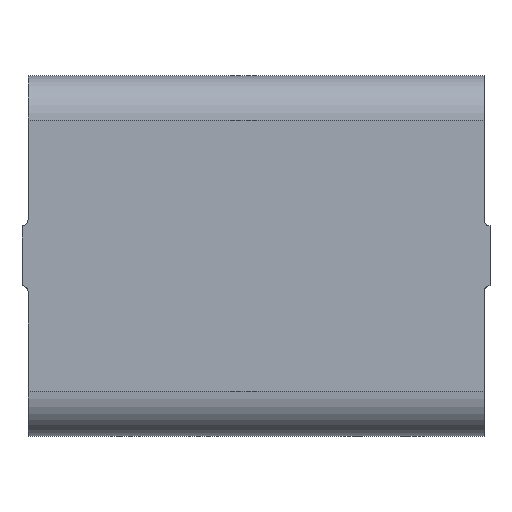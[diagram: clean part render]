
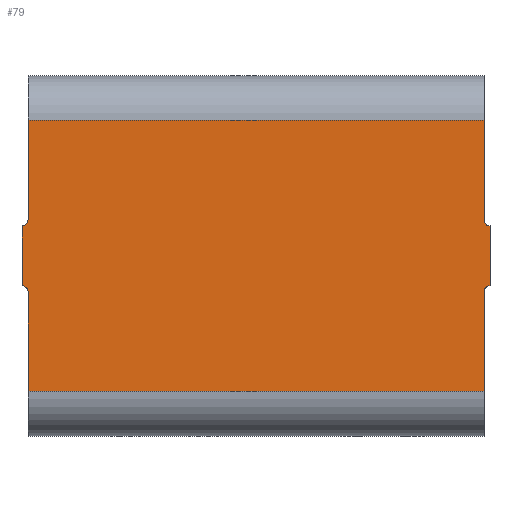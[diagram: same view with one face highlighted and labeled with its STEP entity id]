
A CAD part, top view. The second image highlights one B-rep face of the part: STEP entity #79.
In plain terms, the highlighted planar face has unit normal (0, 0, 1).
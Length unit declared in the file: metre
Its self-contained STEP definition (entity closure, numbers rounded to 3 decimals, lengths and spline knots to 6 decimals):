
#79=ADVANCED_FACE('0:33',(#199),#200,.T.);
#199=FACE_OUTER_BOUND('',#357,.T.);
#200=PLANE('',#358);
#357=EDGE_LOOP('',(#533,#534,#535,#536,#537,#538,#539,#540,#541,#542,#543,#544));
#358=AXIS2_PLACEMENT_3D('',#545,#546,#547);
#533=ORIENTED_EDGE('',*,*,#1015,.T.);
#534=ORIENTED_EDGE('',*,*,#1016,.T.);
#535=ORIENTED_EDGE('',*,*,#1012,.T.);
#536=ORIENTED_EDGE('',*,*,#1017,.T.);
#537=ORIENTED_EDGE('',*,*,#1018,.F.);
#538=ORIENTED_EDGE('',*,*,#1019,.T.);
#539=ORIENTED_EDGE('',*,*,#1020,.F.);
#540=ORIENTED_EDGE('',*,*,#1021,.T.);
#541=ORIENTED_EDGE('',*,*,#1022,.F.);
#542=ORIENTED_EDGE('',*,*,#1023,.T.);
#543=ORIENTED_EDGE('',*,*,#1024,.T.);
#544=ORIENTED_EDGE('',*,*,#1025,.T.);
#545=CARTESIAN_POINT('',(0.0,0.0012,0.0));
#546=DIRECTION('',(0.0,0.0,1.0));
#547=DIRECTION('',(1.0,0.0,0.0));
#1012=EDGE_CURVE('0:234',#1226,#1224,#1227,.T.);
#1015=EDGE_CURVE('0:240',#1230,#1231,#1232,.T.);
#1016=EDGE_CURVE('0:243',#1231,#1226,#1233,.T.);
#1017=EDGE_CURVE('0:246',#1224,#1234,#1235,.F.);
#1018=EDGE_CURVE('0:249',#1236,#1234,#1237,.T.);
#1019=EDGE_CURVE('0:252',#1236,#1238,#1239,.F.);
#1020=EDGE_CURVE('0:255',#1240,#1238,#1241,.T.);
#1021=EDGE_CURVE('0:258',#1240,#1242,#1243,.F.);
#1022=EDGE_CURVE('0:261',#1244,#1242,#1245,.T.);
#1023=EDGE_CURVE('0:264',#1244,#1246,#1247,.F.);
#1024=EDGE_CURVE('0:267',#1246,#1248,#1249,.T.);
#1025=EDGE_CURVE('0:270',#1248,#1230,#1250,.F.);
#1224=VERTEX_POINT('',#1528);
#1226=VERTEX_POINT('',#1531);
#1227=LINE('',#1532,#1533);
#1230=VERTEX_POINT('',#1536);
#1231=VERTEX_POINT('',#1537);
#1232=LINE('',#1538,#1539);
#1233=LINE('',#1540,#1541);
#1234=VERTEX_POINT('',#1542);
#1235=CIRCLE('',#1543,0.00005);
#1236=VERTEX_POINT('',#1544);
#1237=LINE('',#1545,#1546);
#1238=VERTEX_POINT('',#1547);
#1239=CIRCLE('',#1548,0.00005);
#1240=VERTEX_POINT('',#1549);
#1241=LINE('',#1550,#1551);
#1242=VERTEX_POINT('',#1552);
#1243=LINE('',#1553,#1554);
#1244=VERTEX_POINT('',#1555);
#1245=LINE('',#1556,#1557);
#1246=VERTEX_POINT('',#1558);
#1247=CIRCLE('',#1559,0.00005);
#1248=VERTEX_POINT('',#1560);
#1249=LINE('',#1561,#1562);
#1250=CIRCLE('',#1563,0.00005);
#1528=CARTESIAN_POINT('',(-0.0019,0.0003,0.0));
#1531=CARTESIAN_POINT('',(-0.0019,0.00113,0.0));
#1532=CARTESIAN_POINT('',(-0.0019,0.0012,0.0));
#1533=VECTOR('',#1901,1.0);
#1536=CARTESIAN_POINT('',(0.0019,0.0003,0.0));
#1537=CARTESIAN_POINT('',(0.0019,0.00113,0.0));
#1538=CARTESIAN_POINT('',(0.0019,0.0012,0.0));
#1539=VECTOR('',#1905,1.0);
#1540=CARTESIAN_POINT('',(0.0,0.00113,0.0));
#1541=VECTOR('',#1906,1.0);
#1542=CARTESIAN_POINT('',(-0.00195,0.00025,0.0));
#1543=AXIS2_PLACEMENT_3D('',#1907,#1908,#1909);
#1544=CARTESIAN_POINT('',(-0.00195,-0.00025,0.0));
#1545=CARTESIAN_POINT('',(-0.00195,0.0,0.0));
#1546=VECTOR('',#1910,1.0);
#1547=CARTESIAN_POINT('',(-0.0019,-0.0003,0.0));
#1548=AXIS2_PLACEMENT_3D('',#1911,#1912,#1913);
#1549=CARTESIAN_POINT('',(-0.0019,-0.00113,0.0));
#1550=CARTESIAN_POINT('',(-0.0019,-0.0012,0.0));
#1551=VECTOR('',#1914,1.0);
#1552=CARTESIAN_POINT('',(0.0019,-0.00113,0.0));
#1553=CARTESIAN_POINT('',(0.0,-0.00113,0.0));
#1554=VECTOR('',#1915,1.0);
#1555=CARTESIAN_POINT('',(0.0019,-0.0003,0.0));
#1556=CARTESIAN_POINT('',(0.0019,-0.0012,0.0));
#1557=VECTOR('',#1916,1.0);
#1558=CARTESIAN_POINT('',(0.00195,-0.00025,0.0));
#1559=AXIS2_PLACEMENT_3D('',#1917,#1918,#1919);
#1560=CARTESIAN_POINT('',(0.00195,0.00025,0.0));
#1561=CARTESIAN_POINT('',(0.00195,0.0,0.0));
#1562=VECTOR('',#1920,1.0);
#1563=AXIS2_PLACEMENT_3D('',#1921,#1922,#1923);
#1901=DIRECTION('',(0.0,-1.0,0.0));
#1905=DIRECTION('',(0.0,1.0,0.0));
#1906=DIRECTION('',(-1.0,0.0,0.0));
#1907=CARTESIAN_POINT('',(-0.00195,0.0003,0.0));
#1908=DIRECTION('',(0.0,0.0,1.0));
#1909=DIRECTION('',(1.0,0.0,0.0));
#1910=DIRECTION('',(0.0,1.0,0.0));
#1911=CARTESIAN_POINT('',(-0.00195,-0.0003,0.0));
#1912=DIRECTION('',(0.0,0.0,1.0));
#1913=DIRECTION('',(1.0,0.0,0.0));
#1914=DIRECTION('',(0.0,1.0,0.0));
#1915=DIRECTION('',(-1.0,0.0,0.0));
#1916=DIRECTION('',(0.0,-1.0,0.0));
#1917=CARTESIAN_POINT('',(0.00195,-0.0003,0.0));
#1918=DIRECTION('',(0.0,0.0,1.0));
#1919=DIRECTION('',(1.0,0.0,0.0));
#1920=DIRECTION('',(0.0,1.0,0.0));
#1921=CARTESIAN_POINT('',(0.00195,0.0003,0.0));
#1922=DIRECTION('',(0.0,0.0,1.0));
#1923=DIRECTION('',(1.0,0.0,0.0));
